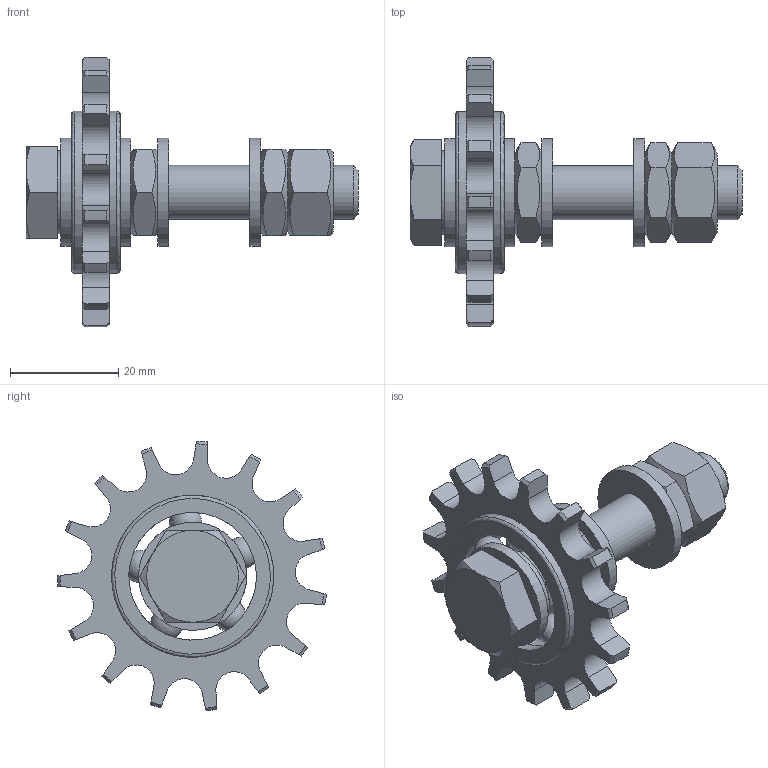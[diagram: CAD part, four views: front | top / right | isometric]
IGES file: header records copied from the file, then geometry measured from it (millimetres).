
Global section: file name: 909006.stp.ipt; native system: Autodesk Inventor 2014; preprocessor: unknown; author: zeman; date: 20151020.100333; units: millimetre
Bounding box: 61.4 x 49.78 x 49.86 mm (x, y, z)
Volume: 17672.9 mm3; surface area: 14244.6 mm2
Topology: 10 solids, 10 shells, 198 faces, 542 edges, 358 vertices
Faces by surface type: plane 78, revolution 46, cone 44, cylinder 25, sphere 5
Full cylindrical faces by diameter (mm): 9.188 x1, 10 x1, 15.4 x1, 16.4 x2, 20 x4, 30 x1
